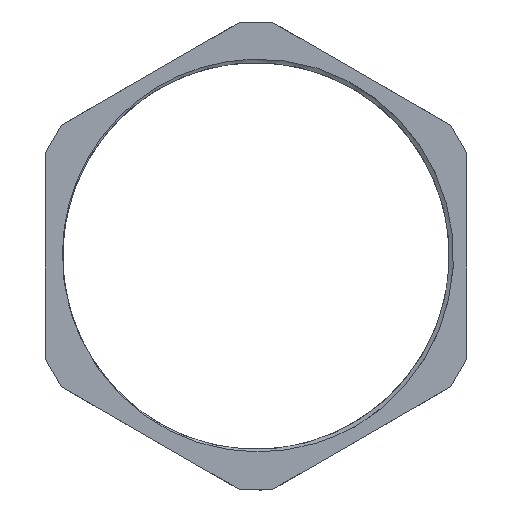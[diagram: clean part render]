
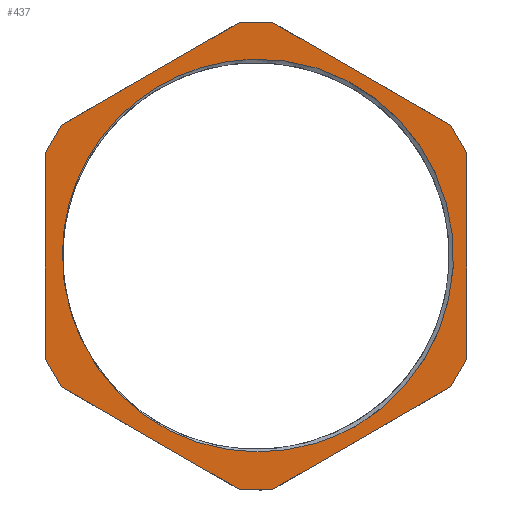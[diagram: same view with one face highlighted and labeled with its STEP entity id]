
A CAD part, top view. The second image highlights one B-rep face of the part: STEP entity #437.
In plain terms, the highlighted planar face has unit normal (0, 0, 1).
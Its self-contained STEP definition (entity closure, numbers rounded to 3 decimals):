
#16=FACE_BOUND('',#119,.T.);
#49=PLANE('',#484);
#51=CIRCLE('',#448,36.76);
#52=CIRCLE('',#451,37.521);
#92=FACE_OUTER_BOUND('',#118,.T.);
#118=EDGE_LOOP('',(#394,#395,#396,#397,#398,#399,#400,#401,#402,#403,#404,
#405));
#119=EDGE_LOOP('',(#406,#407,#408,#409,#410));
#121=LINE('',#1584,#148);
#123=LINE('',#1592,#150);
#126=LINE('',#1606,#153);
#128=LINE('',#1612,#155);
#130=LINE('',#1624,#157);
#132=LINE('',#1630,#159);
#134=LINE('',#1642,#161);
#136=LINE('',#1648,#163);
#138=LINE('',#1661,#165);
#141=LINE('',#1674,#168);
#142=LINE('',#1679,#169);
#145=LINE('',#1692,#172);
#146=LINE('',#1695,#173);
#148=VECTOR('',#496,10.);
#150=VECTOR('',#506,10.);
#153=VECTOR('',#511,10.);
#155=VECTOR('',#517,10.);
#157=VECTOR('',#521,10.);
#159=VECTOR('',#527,10.);
#161=VECTOR('',#531,10.);
#163=VECTOR('',#537,10.);
#165=VECTOR('',#541,10.);
#168=VECTOR('',#546,10.);
#169=VECTOR('',#551,10.);
#172=VECTOR('',#556,10.);
#173=VECTOR('',#561,10.);
#176=B_SPLINE_CURVE_WITH_KNOTS('',3,(#945,#946,#947,#948,#949,#950,#951,
#952,#953,#954,#955,#956,#957,#958,#959,#960),.UNSPECIFIED.,.F.,.F.,(4,
3,3,3,3,4),(-6.156,-5.445,-3.641,-1.825,
-0.303,0.),.UNSPECIFIED.);
#181=B_SPLINE_CURVE_WITH_KNOTS('',3,(#1566,#1567,#1568,#1569,#1570,#1571,
#1572,#1573,#1574,#1575,#1576,#1577,#1578,#1579,#1580,#1581),
 .UNSPECIFIED.,.F.,.F.,(4,3,3,3,3,4),(-6.942,-5.47,
-3.637,-1.813,-0.295,0.),
 .UNSPECIFIED.);
#184=VERTEX_POINT('',#879);
#185=VERTEX_POINT('',#944);
#188=VERTEX_POINT('',#1030);
#190=VERTEX_POINT('',#1381);
#191=VERTEX_POINT('',#1583);
#192=VERTEX_POINT('',#1590);
#193=VERTEX_POINT('',#1591);
#197=VERTEX_POINT('',#1605);
#199=VERTEX_POINT('',#1611);
#202=VERTEX_POINT('',#1623);
#204=VERTEX_POINT('',#1629);
#207=VERTEX_POINT('',#1641);
#209=VERTEX_POINT('',#1647);
#212=VERTEX_POINT('',#1659);
#213=VERTEX_POINT('',#1660);
#217=VERTEX_POINT('',#1677);
#218=VERTEX_POINT('',#1678);
#224=EDGE_CURVE('',#184,#185,#176,.T.);
#229=EDGE_CURVE('',#188,#184,#51,.T.);
#232=EDGE_CURVE('',#190,#188,#181,.T.);
#233=EDGE_CURVE('',#185,#191,#121,.T.);
#235=EDGE_CURVE('',#190,#191,#52,.T.);
#237=EDGE_CURVE('',#192,#193,#123,.T.);
#242=EDGE_CURVE('',#193,#197,#126,.T.);
#245=EDGE_CURVE('',#197,#199,#128,.T.);
#249=EDGE_CURVE('',#199,#202,#130,.T.);
#252=EDGE_CURVE('',#202,#204,#132,.T.);
#256=EDGE_CURVE('',#204,#207,#134,.T.);
#259=EDGE_CURVE('',#207,#209,#136,.T.);
#263=EDGE_CURVE('',#212,#213,#138,.T.);
#268=EDGE_CURVE('',#213,#192,#141,.T.);
#270=EDGE_CURVE('',#217,#218,#142,.T.);
#275=EDGE_CURVE('',#209,#217,#145,.T.);
#277=EDGE_CURVE('',#218,#212,#146,.T.);
#394=ORIENTED_EDGE('',*,*,#275,.T.);
#395=ORIENTED_EDGE('',*,*,#270,.T.);
#396=ORIENTED_EDGE('',*,*,#277,.T.);
#397=ORIENTED_EDGE('',*,*,#263,.T.);
#398=ORIENTED_EDGE('',*,*,#268,.T.);
#399=ORIENTED_EDGE('',*,*,#237,.T.);
#400=ORIENTED_EDGE('',*,*,#242,.T.);
#401=ORIENTED_EDGE('',*,*,#245,.T.);
#402=ORIENTED_EDGE('',*,*,#249,.T.);
#403=ORIENTED_EDGE('',*,*,#252,.T.);
#404=ORIENTED_EDGE('',*,*,#256,.T.);
#405=ORIENTED_EDGE('',*,*,#259,.T.);
#406=ORIENTED_EDGE('',*,*,#235,.T.);
#407=ORIENTED_EDGE('',*,*,#233,.F.);
#408=ORIENTED_EDGE('',*,*,#224,.F.);
#409=ORIENTED_EDGE('',*,*,#229,.F.);
#410=ORIENTED_EDGE('',*,*,#232,.F.);
#437=ADVANCED_FACE('',(#92,#16),#49,.T.);
#448=AXIS2_PLACEMENT_3D('',#1095,#492,#493);
#451=AXIS2_PLACEMENT_3D('',#1587,#500,#501);
#484=AXIS2_PLACEMENT_3D('',#1710,#590,#591);
#492=DIRECTION('center_axis',(0.,0.,1.));
#493=DIRECTION('ref_axis',(-1.,0.,0.));
#496=DIRECTION('',(0.5,-0.866,0.));
#500=DIRECTION('center_axis',(0.,0.,-1.));
#501=DIRECTION('ref_axis',(-1.,0.,0.));
#506=DIRECTION('',(0.866,0.5,0.));
#511=DIRECTION('',(0.5,0.866,0.));
#517=DIRECTION('',(0.,1.,0.));
#521=DIRECTION('',(-0.5,0.866,0.));
#527=DIRECTION('',(-0.866,0.5,0.));
#531=DIRECTION('',(-1.,0.,0.));
#537=DIRECTION('',(-0.866,-0.5,0.));
#541=DIRECTION('',(0.866,-0.5,0.));
#546=DIRECTION('',(1.,0.,0.));
#551=DIRECTION('',(0.,-1.,0.));
#556=DIRECTION('',(-0.5,-0.866,0.));
#561=DIRECTION('',(0.5,-0.866,0.));
#590=DIRECTION('center_axis',(0.,0.,1.));
#591=DIRECTION('ref_axis',(1.,0.,0.));
#879=CARTESIAN_POINT('',(-33.261,-15.652,7.05));
#944=CARTESIAN_POINT('',(18.718,-32.42,7.05));
#945=CARTESIAN_POINT('Ctrl Pts',(-33.259,-15.651,7.05));
#946=CARTESIAN_POINT('Ctrl Pts',(-32.276,-17.805,7.05));
#947=CARTESIAN_POINT('Ctrl Pts',(-31.09,-19.859,7.05));
#948=CARTESIAN_POINT('Ctrl Pts',(-29.713,-21.782,7.05));
#949=CARTESIAN_POINT('Ctrl Pts',(-26.218,-26.662,7.05));
#950=CARTESIAN_POINT('Ctrl Pts',(-21.498,-30.671,7.05));
#951=CARTESIAN_POINT('Ctrl Pts',(-16.143,-33.338,7.05));
#952=CARTESIAN_POINT('Ctrl Pts',(-10.752,-36.022,7.05));
#953=CARTESIAN_POINT('Ctrl Pts',(-4.675,-37.368,7.05));
#954=CARTESIAN_POINT('Ctrl Pts',(1.353,-37.215,7.05));
#955=CARTESIAN_POINT('Ctrl Pts',(6.402,-37.087,7.05));
#956=CARTESIAN_POINT('Ctrl Pts',(11.427,-35.908,7.05));
#957=CARTESIAN_POINT('Ctrl Pts',(16.02,-33.796,7.05));
#958=CARTESIAN_POINT('Ctrl Pts',(16.936,-33.375,7.05));
#959=CARTESIAN_POINT('Ctrl Pts',(17.836,-32.916,7.05));
#960=CARTESIAN_POINT('Ctrl Pts',(18.718,-32.42,7.05));
#1030=CARTESIAN_POINT('',(-36.752,0.77,7.05));
#1095=CARTESIAN_POINT('Origin',(0.,0.,7.05));
#1381=CARTESIAN_POINT('',(11.595,35.685,7.05));
#1566=CARTESIAN_POINT('Ctrl Pts',(11.596,35.685,7.05));
#1567=CARTESIAN_POINT('Ctrl Pts',(6.91,37.146,7.05));
#1568=CARTESIAN_POINT('Ctrl Pts',(1.96,37.686,7.05));
#1569=CARTESIAN_POINT('Ctrl Pts',(-2.919,37.25,7.05));
#1570=CARTESIAN_POINT('Ctrl Pts',(-8.994,36.707,7.05));
#1571=CARTESIAN_POINT('Ctrl Pts',(-14.929,34.644,7.05));
#1572=CARTESIAN_POINT('Ctrl Pts',(-20.016,31.313,7.05));
#1573=CARTESIAN_POINT('Ctrl Pts',(-25.078,27.998,7.05));
#1574=CARTESIAN_POINT('Ctrl Pts',(-29.327,23.406,7.05));
#1575=CARTESIAN_POINT('Ctrl Pts',(-32.233,18.092,7.05));
#1576=CARTESIAN_POINT('Ctrl Pts',(-34.652,13.669,7.05));
#1577=CARTESIAN_POINT('Ctrl Pts',(-36.146,8.735,7.05));
#1578=CARTESIAN_POINT('Ctrl Pts',(-36.604,3.71,7.05));
#1579=CARTESIAN_POINT('Ctrl Pts',(-36.692,2.734,7.05));
#1580=CARTESIAN_POINT('Ctrl Pts',(-36.742,1.753,7.05));
#1581=CARTESIAN_POINT('Ctrl Pts',(-36.752,0.77,7.05));
#1583=CARTESIAN_POINT('',(18.76,-32.494,7.05));
#1584=CARTESIAN_POINT('',(9.315,-16.133,7.05));
#1587=CARTESIAN_POINT('Origin',(0.,0.,7.05));
#1590=CARTESIAN_POINT('',(3.014,-44.448,7.05));
#1591=CARTESIAN_POINT('',(36.986,-24.834,7.05));
#1592=CARTESIAN_POINT('',(38.123,-24.178,7.05));
#1605=CARTESIAN_POINT('',(40.,-19.614,7.05));
#1606=CARTESIAN_POINT('',(39.247,-20.919,7.05));
#1611=CARTESIAN_POINT('',(40.,19.614,7.05));
#1612=CARTESIAN_POINT('',(40.,-1.312,7.05));
#1623=CARTESIAN_POINT('',(36.986,24.834,7.05));
#1624=CARTESIAN_POINT('',(47.369,6.85,7.05));
#1629=CARTESIAN_POINT('',(3.014,44.448,7.05));
#1630=CARTESIAN_POINT('',(30.766,28.425,7.05));
#1641=CARTESIAN_POINT('',(-3.014,44.448,7.05));
#1642=CARTESIAN_POINT('',(17.752,44.448,7.05));
#1647=CARTESIAN_POINT('',(-36.986,24.834,7.05));
#1648=CARTESIAN_POINT('',(-18.863,35.297,7.05));
#1659=CARTESIAN_POINT('',(-36.986,-24.834,7.05));
#1660=CARTESIAN_POINT('',(-3.014,-44.448,7.05));
#1661=CARTESIAN_POINT('',(7.752,-50.664,7.05));
#1674=CARTESIAN_POINT('',(20.766,-44.448,7.05));
#1677=CARTESIAN_POINT('',(-40.,19.614,7.05));
#1678=CARTESIAN_POINT('',(-40.,-19.614,7.05));
#1679=CARTESIAN_POINT('',(-40.,-20.926,7.05));
#1692=CARTESIAN_POINT('',(-39.247,20.919,7.05));
#1695=CARTESIAN_POINT('',(-28.11,-40.208,7.05));
#1710=CARTESIAN_POINT('Origin',(38.518,-22.239,7.05));
